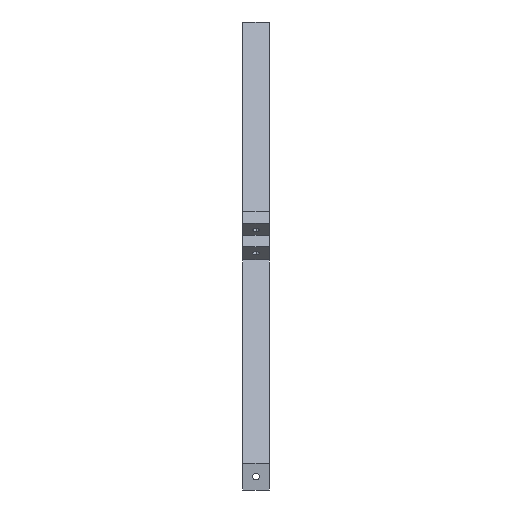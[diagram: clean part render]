
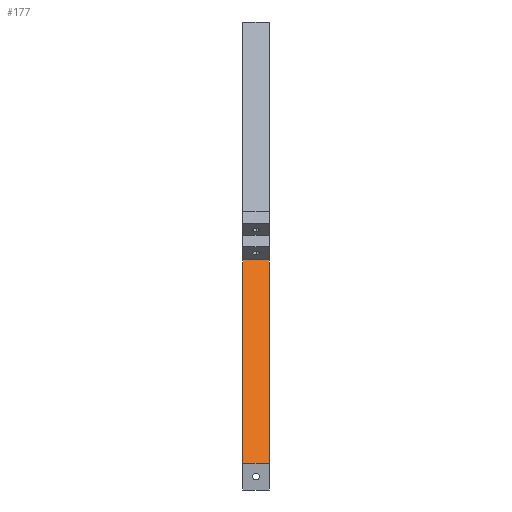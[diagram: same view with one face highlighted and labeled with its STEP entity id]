
A CAD part, left-side view. The second image highlights one B-rep face of the part: STEP entity #177.
In plain terms, the highlighted planar face has unit normal (-0.866, 0, 0.5).
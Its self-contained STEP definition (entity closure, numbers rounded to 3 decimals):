
#6 = PLANE ( 'NONE',  #1159 ) ;
#50 = CARTESIAN_POINT ( 'NONE',  ( -102.775, 20., 42.017 ) ) ;
#108 = DIRECTION ( 'NONE',  ( 0.5, 0., 0.866 ) ) ;
#111 = CARTESIAN_POINT ( 'NONE',  ( -190.55, 20., -110.014 ) ) ;
#170 = CARTESIAN_POINT ( 'NONE',  ( -102.775, 0., 42.017 ) ) ;
#177 = ADVANCED_FACE ( 'NONE', ( #1238 ), #6, .T. ) ;
#178 = CARTESIAN_POINT ( 'NONE',  ( -190.55, 0., -110.014 ) ) ;
#294 = LINE ( 'NONE', #1177, #1383 ) ;
#349 = VERTEX_POINT ( 'NONE', #1266 ) ;
#439 = EDGE_CURVE ( 'NONE', #349, #1030, #294, .T. ) ;
#453 = VERTEX_POINT ( 'NONE', #170 ) ;
#454 = CARTESIAN_POINT ( 'NONE',  ( -95.275, 0., 55.007 ) ) ;
#506 = VERTEX_POINT ( 'NONE', #178 ) ;
#533 = DIRECTION ( 'NONE',  ( -0.5, 0., -0.866 ) ) ;
#576 = EDGE_CURVE ( 'NONE', #453, #506, #1111, .T. ) ;
#650 = ORIENTED_EDGE ( 'NONE', *, *, #920, .T. ) ;
#652 = CARTESIAN_POINT ( 'NONE',  ( -95.275, 20., 55.007 ) ) ;
#679 = ORIENTED_EDGE ( 'NONE', *, *, #439, .T. ) ;
#755 = LINE ( 'NONE', #1298, #970 ) ;
#838 = DIRECTION ( 'NONE',  ( 0., -1., 0. ) ) ;
#920 = EDGE_CURVE ( 'NONE', #1030, #506, #755, .T. ) ;
#970 = VECTOR ( 'NONE', #838, 1000. ) ;
#973 = DIRECTION ( 'NONE',  ( 0., 1., 0. ) ) ;
#1030 = VERTEX_POINT ( 'NONE', #111 ) ;
#1084 = ORIENTED_EDGE ( 'NONE', *, *, #576, .F. ) ;
#1111 = LINE ( 'NONE', #454, #1426 ) ;
#1159 = AXIS2_PLACEMENT_3D ( 'NONE', #652, #1348, #108 ) ;
#1177 = CARTESIAN_POINT ( 'NONE',  ( -95.275, 20., 55.007 ) ) ;
#1209 = DIRECTION ( 'NONE',  ( -0.5, 0., -0.866 ) ) ;
#1234 = EDGE_LOOP ( 'NONE', ( #1352, #679, #650, #1084 ) ) ;
#1238 = FACE_OUTER_BOUND ( 'NONE', #1234, .T. ) ;
#1266 = CARTESIAN_POINT ( 'NONE',  ( -102.775, 20., 42.017 ) ) ;
#1298 = CARTESIAN_POINT ( 'NONE',  ( -190.55, 20., -110.014 ) ) ;
#1348 = DIRECTION ( 'NONE',  ( -0.866, 0., 0.5 ) ) ;
#1352 = ORIENTED_EDGE ( 'NONE', *, *, #1354, .T. ) ;
#1354 = EDGE_CURVE ( 'NONE', #453, #349, #1400, .T. ) ;
#1383 = VECTOR ( 'NONE', #533, 1000. ) ;
#1385 = VECTOR ( 'NONE', #973, 1000. ) ;
#1400 = LINE ( 'NONE', #50, #1385 ) ;
#1426 = VECTOR ( 'NONE', #1209, 1000. ) ;
